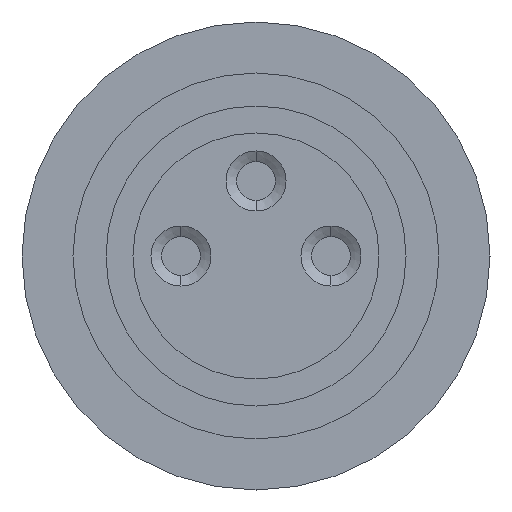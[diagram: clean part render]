
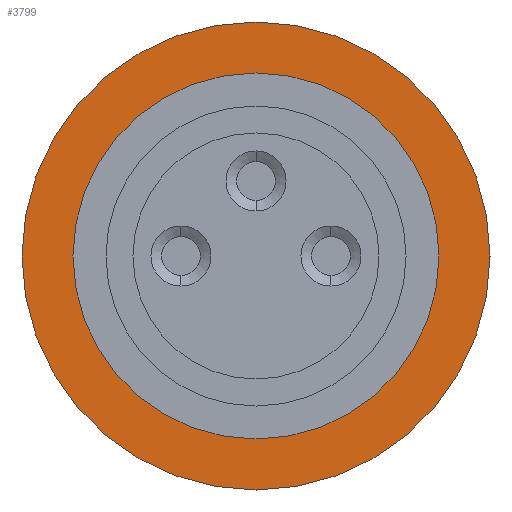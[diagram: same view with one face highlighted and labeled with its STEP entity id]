
A CAD part, front view. The second image highlights one B-rep face of the part: STEP entity #3799.
In plain terms, the highlighted planar face has unit normal (0, -1, 0).
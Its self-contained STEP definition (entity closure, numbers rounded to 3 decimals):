
#907 = AXIS2_PLACEMENT_3D ( 'NONE', #7387, #7194, #7301 ) ;
#1305 = EDGE_CURVE ( 'NONE', #9807, #6461, #10207, .T. ) ;
#1358 = EDGE_CURVE ( 'NONE', #9511, #8849, #1694, .T. ) ;
#1479 = EDGE_CURVE ( 'NONE', #8849, #9511, #6844, .T. ) ;
#1496 = EDGE_CURVE ( 'NONE', #6461, #9807, #2404, .T. ) ;
#1694 = CIRCLE ( 'NONE', #9260, 30.5 ) ;
#1981 = ORIENTED_EDGE ( 'NONE', *, *, #1305, .T. ) ;
#2404 = CIRCLE ( 'NONE', #7602, 39. ) ;
#2685 = ORIENTED_EDGE ( 'NONE', *, *, #1358, .F. ) ;
#2751 = ORIENTED_EDGE ( 'NONE', *, *, #1479, .F. ) ;
#2774 = EDGE_LOOP ( 'NONE', ( #1981, #2807 ) ) ;
#2807 = ORIENTED_EDGE ( 'NONE', *, *, #1496, .T. ) ;
#3127 = CARTESIAN_POINT ( 'NONE',  ( 0., -8., 39. ) ) ;
#3353 = DIRECTION ( 'NONE',  ( 0., 0., -1. ) ) ;
#3378 = DIRECTION ( 'NONE',  ( 0., -1., 0. ) ) ;
#3799 = ADVANCED_FACE ( 'NONE', ( #8153, #10144 ), #8075, .F. ) ;
#3897 = CARTESIAN_POINT ( 'NONE',  ( 0., -8., 0. ) ) ;
#5015 = AXIS2_PLACEMENT_3D ( 'NONE', #9819, #9778, #9670 ) ;
#5127 = EDGE_LOOP ( 'NONE', ( #2751, #2685 ) ) ;
#6461 = VERTEX_POINT ( 'NONE', #3127 ) ;
#6844 = CIRCLE ( 'NONE', #5015, 30.5 ) ;
#7194 = DIRECTION ( 'NONE',  ( 0., 1., 0. ) ) ;
#7301 = DIRECTION ( 'NONE',  ( 0., 0., 1. ) ) ;
#7387 = CARTESIAN_POINT ( 'NONE',  ( -30.5, -8., 0. ) ) ;
#7602 = AXIS2_PLACEMENT_3D ( 'NONE', #9574, #9528, #9493 ) ;
#7639 = CARTESIAN_POINT ( 'NONE',  ( 0., -8., -39. ) ) ;
#7718 = CARTESIAN_POINT ( 'NONE',  ( 0., -8., -30.5 ) ) ;
#8075 = PLANE ( 'NONE',  #907 ) ;
#8153 = FACE_BOUND ( 'NONE', #5127, .T. ) ;
#8738 = AXIS2_PLACEMENT_3D ( 'NONE', #9991, #9916, #9688 ) ;
#8849 = VERTEX_POINT ( 'NONE', #7718 ) ;
#9260 = AXIS2_PLACEMENT_3D ( 'NONE', #3897, #3378, #3353 ) ;
#9417 = CARTESIAN_POINT ( 'NONE',  ( 0., -8., 30.5 ) ) ;
#9493 = DIRECTION ( 'NONE',  ( 0., 0., -1. ) ) ;
#9511 = VERTEX_POINT ( 'NONE', #9417 ) ;
#9528 = DIRECTION ( 'NONE',  ( 0., -1., 0. ) ) ;
#9574 = CARTESIAN_POINT ( 'NONE',  ( 0., -8., 0. ) ) ;
#9670 = DIRECTION ( 'NONE',  ( 0., 0., -1. ) ) ;
#9688 = DIRECTION ( 'NONE',  ( 0., 0., -1. ) ) ;
#9778 = DIRECTION ( 'NONE',  ( 0., -1., 0. ) ) ;
#9807 = VERTEX_POINT ( 'NONE', #7639 ) ;
#9819 = CARTESIAN_POINT ( 'NONE',  ( 0., -8., 0. ) ) ;
#9916 = DIRECTION ( 'NONE',  ( 0., -1., 0. ) ) ;
#9991 = CARTESIAN_POINT ( 'NONE',  ( 0., -8., 0. ) ) ;
#10144 = FACE_OUTER_BOUND ( 'NONE', #2774, .T. ) ;
#10207 = CIRCLE ( 'NONE', #8738, 39. ) ;
